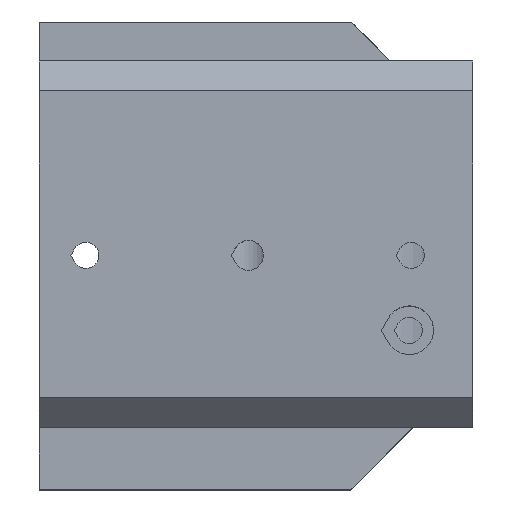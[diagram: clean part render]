
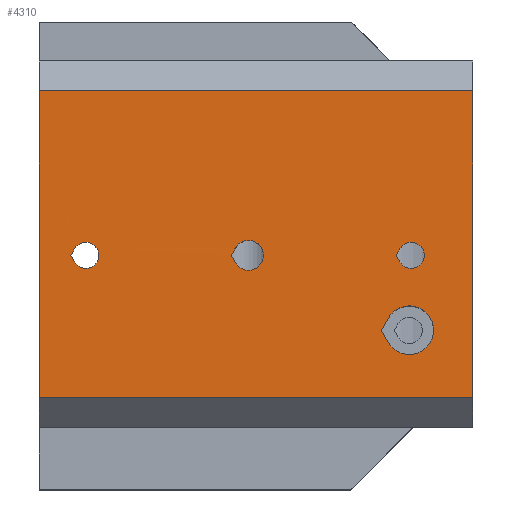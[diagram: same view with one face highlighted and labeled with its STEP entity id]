
A CAD part, top view. The second image highlights one B-rep face of the part: STEP entity #4310.
In plain terms, the highlighted planar face has unit normal (0, 0, 1).
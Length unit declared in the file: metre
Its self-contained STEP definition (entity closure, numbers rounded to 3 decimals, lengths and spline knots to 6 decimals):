
#104=CIRCLE('',#4563,0.00325);
#105=CIRCLE('',#4565,0.002);
#107=CIRCLE('',#4568,0.00175);
#109=CIRCLE('',#4571,0.00175);
#218=ORIENTED_EDGE('',*,*,#1474,.F.);
#219=ORIENTED_EDGE('',*,*,#1465,.T.);
#220=ORIENTED_EDGE('',*,*,#1475,.T.);
#221=ORIENTED_EDGE('',*,*,#1476,.F.);
#222=ORIENTED_EDGE('',*,*,#1469,.T.);
#223=ORIENTED_EDGE('',*,*,#1477,.T.);
#224=ORIENTED_EDGE('',*,*,#1478,.T.);
#225=ORIENTED_EDGE('',*,*,#1479,.T.);
#226=ORIENTED_EDGE('',*,*,#1480,.F.);
#227=ORIENTED_EDGE('',*,*,#1481,.T.);
#228=ORIENTED_EDGE('',*,*,#1482,.F.);
#229=ORIENTED_EDGE('',*,*,#1457,.F.);
#230=ORIENTED_EDGE('',*,*,#1483,.T.);
#231=ORIENTED_EDGE('',*,*,#1484,.F.);
#232=ORIENTED_EDGE('',*,*,#1459,.F.);
#233=ORIENTED_EDGE('',*,*,#1485,.T.);
#1457=EDGE_CURVE('',#2085,#2083,#104,.T.);
#1459=EDGE_CURVE('',#2086,#2088,#105,.F.);
#1465=EDGE_CURVE('',#2091,#2093,#107,.T.);
#1469=EDGE_CURVE('',#2095,#2097,#109,.T.);
#1474=EDGE_CURVE('',#2091,#2102,#2507,.T.);
#1475=EDGE_CURVE('',#2093,#2102,#2508,.T.);
#1476=EDGE_CURVE('',#2095,#2103,#2509,.T.);
#1477=EDGE_CURVE('',#2097,#2103,#2510,.T.);
#1478=EDGE_CURVE('',#2104,#2105,#2511,.T.);
#1479=EDGE_CURVE('',#2105,#2106,#2512,.T.);
#1480=EDGE_CURVE('',#2107,#2106,#2513,.T.);
#1481=EDGE_CURVE('',#2107,#2104,#2514,.T.);
#1482=EDGE_CURVE('',#2083,#2108,#2515,.T.);
#1483=EDGE_CURVE('',#2085,#2108,#2516,.T.);
#1484=EDGE_CURVE('',#2088,#2109,#2517,.T.);
#1485=EDGE_CURVE('',#2086,#2109,#2518,.T.);
#2083=VERTEX_POINT('',#6105);
#2085=VERTEX_POINT('',#6109);
#2086=VERTEX_POINT('',#6113);
#2088=VERTEX_POINT('',#6116);
#2091=VERTEX_POINT('',#6134);
#2093=VERTEX_POINT('',#6138);
#2095=VERTEX_POINT('',#6143);
#2097=VERTEX_POINT('',#6147);
#2102=VERTEX_POINT('',#6171);
#2103=VERTEX_POINT('',#6174);
#2104=VERTEX_POINT('',#6177);
#2105=VERTEX_POINT('',#6178);
#2106=VERTEX_POINT('',#6180);
#2107=VERTEX_POINT('',#6182);
#2108=VERTEX_POINT('',#6185);
#2109=VERTEX_POINT('',#6188);
#2507=LINE('',#6170,#3003);
#2508=LINE('',#6172,#3004);
#2509=LINE('',#6173,#3005);
#2510=LINE('',#6175,#3006);
#2511=LINE('',#6176,#3007);
#2512=LINE('',#6179,#3008);
#2513=LINE('',#6181,#3009);
#2514=LINE('',#6183,#3010);
#2515=LINE('',#6184,#3011);
#2516=LINE('',#6186,#3012);
#2517=LINE('',#6187,#3013);
#2518=LINE('',#6189,#3014);
#3003=VECTOR('',#4954,1.);
#3004=VECTOR('',#4955,1.);
#3005=VECTOR('',#4956,1.);
#3006=VECTOR('',#4957,1.);
#3007=VECTOR('',#4958,1.);
#3008=VECTOR('',#4959,1.);
#3009=VECTOR('',#4960,1.);
#3010=VECTOR('',#4961,1.);
#3011=VECTOR('',#4962,1.);
#3012=VECTOR('',#4963,1.);
#3013=VECTOR('',#4964,1.);
#3014=VECTOR('',#4965,1.);
#3486=EDGE_LOOP('',(#218,#219,#220));
#3487=EDGE_LOOP('',(#221,#222,#223));
#3488=EDGE_LOOP('',(#224,#225,#226,#227));
#3489=EDGE_LOOP('',(#228,#229,#230));
#3490=EDGE_LOOP('',(#231,#232,#233));
#3799=FACE_BOUND('',#3486,.T.);
#3800=FACE_BOUND('',#3487,.T.);
#3801=FACE_BOUND('',#3488,.T.);
#3802=FACE_BOUND('',#3489,.T.);
#3803=FACE_BOUND('',#3490,.T.);
#4106=PLANE('',#4574);
#4310=ADVANCED_FACE('',(#3799,#3800,#3801,#3802,#3803),#4106,.F.);
#4563=AXIS2_PLACEMENT_3D('',#6110,#4922,#4923);
#4565=AXIS2_PLACEMENT_3D('',#6115,#4927,#4928);
#4568=AXIS2_PLACEMENT_3D('',#6139,#4936,#4937);
#4571=AXIS2_PLACEMENT_3D('',#6148,#4944,#4945);
#4574=AXIS2_PLACEMENT_3D('',#6169,#4952,#4953);
#4922=DIRECTION('',(0.,0.,1.));
#4923=DIRECTION('',(1.,0.,0.));
#4927=DIRECTION('',(0.,0.,-1.));
#4928=DIRECTION('',(-1.,0.,0.));
#4936=DIRECTION('',(0.,0.,-1.));
#4937=DIRECTION('',(-1.,0.,0.));
#4944=DIRECTION('',(0.,0.,-1.));
#4945=DIRECTION('',(-1.,0.,0.));
#4952=DIRECTION('',(0.,0.,-1.));
#4953=DIRECTION('',(0.,-1.,0.));
#4954=DIRECTION('',(-0.5,-0.866,0.));
#4955=DIRECTION('',(-0.5,0.866,0.));
#4956=DIRECTION('',(-0.5,-0.866,0.));
#4957=DIRECTION('',(-0.5,0.866,0.));
#4958=DIRECTION('',(0.,-1.,0.));
#4959=DIRECTION('',(1.,0.,0.));
#4960=DIRECTION('',(0.,-1.,0.));
#4961=DIRECTION('',(-1.,0.,0.));
#4962=DIRECTION('',(-0.5,-0.866,0.));
#4963=DIRECTION('',(-0.5,0.866,0.));
#4964=DIRECTION('',(-0.5,-0.866,0.));
#4965=DIRECTION('',(-0.5,0.866,0.));
#6105=CARTESIAN_POINT('',(0.018685,-0.008375,0.015));
#6109=CARTESIAN_POINT('',(0.018686,-0.011627,0.015));
#6110=CARTESIAN_POINT('',(0.0215,-0.01,0.015));
#6113=CARTESIAN_POINT('',(-0.001732,-0.001001,0.014999));
#6115=CARTESIAN_POINT('',(0.,0.,0.015));
#6116=CARTESIAN_POINT('',(-0.001732,0.001,0.014999));
#6134=CARTESIAN_POINT('',(0.020234,0.000875,0.015));
#6138=CARTESIAN_POINT('',(0.020235,-0.000876,0.015));
#6139=CARTESIAN_POINT('',(0.02175,0.,0.015));
#6143=CARTESIAN_POINT('',(-0.023266,0.000875,0.015));
#6147=CARTESIAN_POINT('',(-0.023265,-0.000876,0.015));
#6148=CARTESIAN_POINT('',(-0.02175,0.,0.015));
#6169=CARTESIAN_POINT('',(-0.028,0.026,0.015));
#6170=CARTESIAN_POINT('',(0.019055,-0.001167,0.015));
#6171=CARTESIAN_POINT('',(0.019729,0.,0.015));
#6172=CARTESIAN_POINT('',(0.020234,-0.000875,0.015));
#6173=CARTESIAN_POINT('',(-0.01357,0.017669,0.015));
#6174=CARTESIAN_POINT('',(-0.023771,0.,0.015));
#6175=CARTESIAN_POINT('',(-0.023266,-0.000875,0.015));
#6176=CARTESIAN_POINT('',(-0.028,0.026,0.015));
#6177=CARTESIAN_POINT('',(-0.028,0.022,0.015));
#6178=CARTESIAN_POINT('',(-0.028,-0.019,0.015));
#6179=CARTESIAN_POINT('',(-0.028,-0.019,0.015));
#6180=CARTESIAN_POINT('',(0.03,-0.019,0.015));
#6181=CARTESIAN_POINT('',(0.03,0.,0.015));
#6182=CARTESIAN_POINT('',(0.03,0.022,0.015));
#6183=CARTESIAN_POINT('',(-0.028,0.022,0.015));
#6184=CARTESIAN_POINT('',(0.021899,-0.002809,0.015));
#6185=CARTESIAN_POINT('',(0.017747,-0.01,0.015));
#6186=CARTESIAN_POINT('',(0.018685,-0.011625,0.015));
#6187=CARTESIAN_POINT('',(0.002526,0.008376,0.015));
#6188=CARTESIAN_POINT('',(-0.002309,0.,0.015));
#6189=CARTESIAN_POINT('',(-0.001732,-0.001,0.015));
